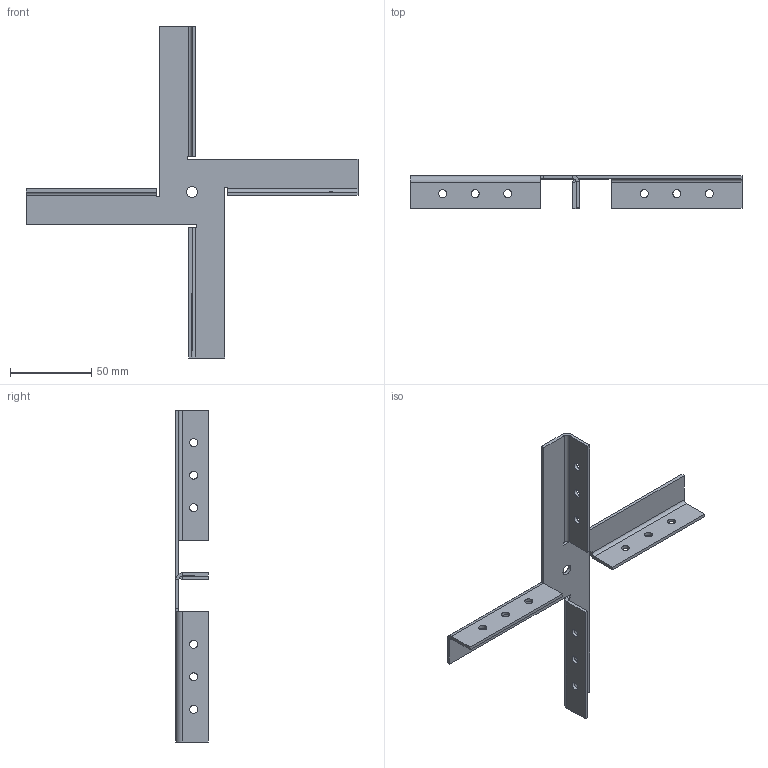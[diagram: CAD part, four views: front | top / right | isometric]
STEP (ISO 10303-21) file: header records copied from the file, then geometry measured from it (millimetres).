
FILE_DESCRIPTION(/* description */ (''),/* implementation_level */ '2;1');
FILE_NAME(/* name */ 'connector_cross.stp',/* time_stamp */ '2025-04-16T11:57:49+02:00',/* author */ ('saeth'),/* organization */ (''),/* preprocessor_version */ 'ST-DEVELOPER v20',/* originating_system */ 'Autodesk Inventor 2025',/* authorisation */ '');
FILE_SCHEMA (('AUTOMOTIVE_DESIGN { 1 0 10303 214 3 1 1 }'));
Length unit declared in the file: millimetre
Products named in the file (1): connector_cross
Bounding box: 204 x 20 x 204 mm (x, y, z)
Volume: 27726.9 mm3; surface area: 30117.2 mm2
Topology: 1 solids, 1 shells, 67 faces, 163 edges, 98 vertices
Faces by surface type: plane 46, cylinder 21
Full cylindrical faces by diameter (mm): 4.9 x12, 6.6 x1
Entity records: 2018 total; most frequent: DIRECTION 341, CARTESIAN_POINT 329, ORIENTED_EDGE 326, EDGE_CURVE 163, LINE 121, VECTOR 121, AXIS2_PLACEMENT_3D 110, VERTEX_POINT 98
